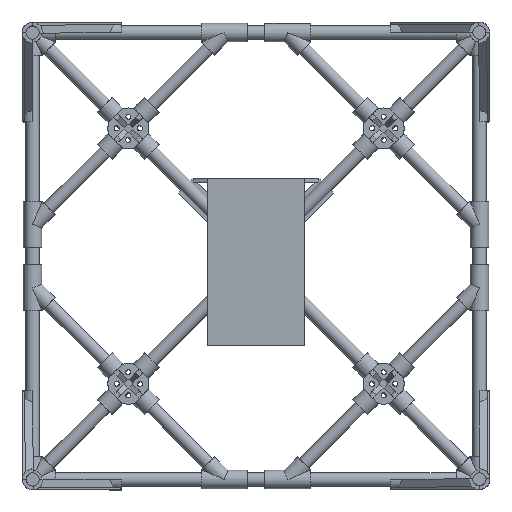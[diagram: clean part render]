
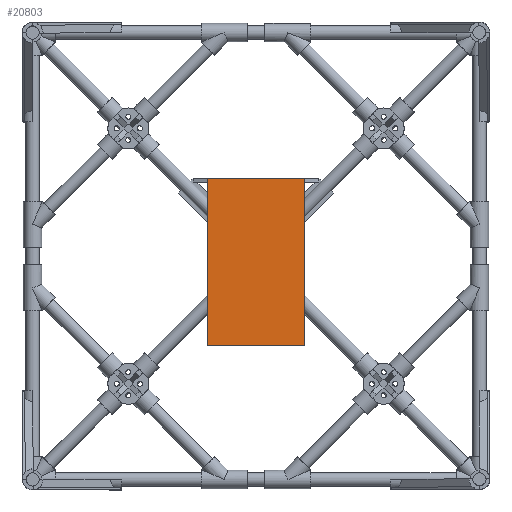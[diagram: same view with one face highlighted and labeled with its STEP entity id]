
A CAD part, top view. The second image highlights one B-rep face of the part: STEP entity #20803.
In plain terms, the highlighted face is planar.
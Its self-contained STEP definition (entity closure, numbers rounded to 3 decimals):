
#2481=FACE_OUTER_BOUND('',#3646,.T.);
#3646=EDGE_LOOP('',(#15298,#15299,#15300,#15301));
#4991=LINE('',#34391,#6907);
#5050=LINE('',#34534,#6966);
#5052=LINE('',#34538,#6968);
#5053=LINE('',#34539,#6969);
#6907=VECTOR('',#25690,10.);
#6966=VECTOR('',#25843,10.);
#6968=VECTOR('',#25847,10.);
#6969=VECTOR('',#25848,10.);
#8872=VERTEX_POINT('',#34388);
#8873=VERTEX_POINT('',#34390);
#8910=VERTEX_POINT('',#34533);
#8911=VERTEX_POINT('',#34537);
#11219=EDGE_CURVE('',#8872,#8873,#4991,.T.);
#11289=EDGE_CURVE('',#8910,#8873,#5050,.F.);
#11291=EDGE_CURVE('',#8911,#8872,#5052,.T.);
#11292=EDGE_CURVE('',#8910,#8911,#5053,.F.);
#15298=ORIENTED_EDGE('',*,*,#11291,.F.);
#15299=ORIENTED_EDGE('',*,*,#11292,.F.);
#15300=ORIENTED_EDGE('',*,*,#11289,.T.);
#15301=ORIENTED_EDGE('',*,*,#11219,.F.);
#19944=PLANE('',#22414);
#20803=ADVANCED_FACE('',(#2481),#19944,.T.);
#22414=AXIS2_PLACEMENT_3D('',#34536,#25845,#25846);
#25690=DIRECTION('',(-1.,0.,0.));
#25843=DIRECTION('',(0.,-1.,0.));
#25845=DIRECTION('center_axis',(0.,0.,-1.));
#25846=DIRECTION('ref_axis',(-1.,0.,0.));
#25847=DIRECTION('',(0.,1.,0.));
#25848=DIRECTION('',(-1.,0.,0.));
#34388=CARTESIAN_POINT('',(19.,30.421,-19.621));
#34390=CARTESIAN_POINT('',(-19.,30.421,-19.621));
#34391=CARTESIAN_POINT('',(0.,30.421,-19.621));
#34533=CARTESIAN_POINT('',(-19.,-35.,-19.621));
#34534=CARTESIAN_POINT('',(-19.,-17.,-19.621));
#34536=CARTESIAN_POINT('Origin',(0.,0.,
-19.621));
#34537=CARTESIAN_POINT('',(19.,-35.,-19.621));
#34538=CARTESIAN_POINT('',(19.,23.,-19.621));
#34539=CARTESIAN_POINT('',(-9.,-35.,-19.621));
